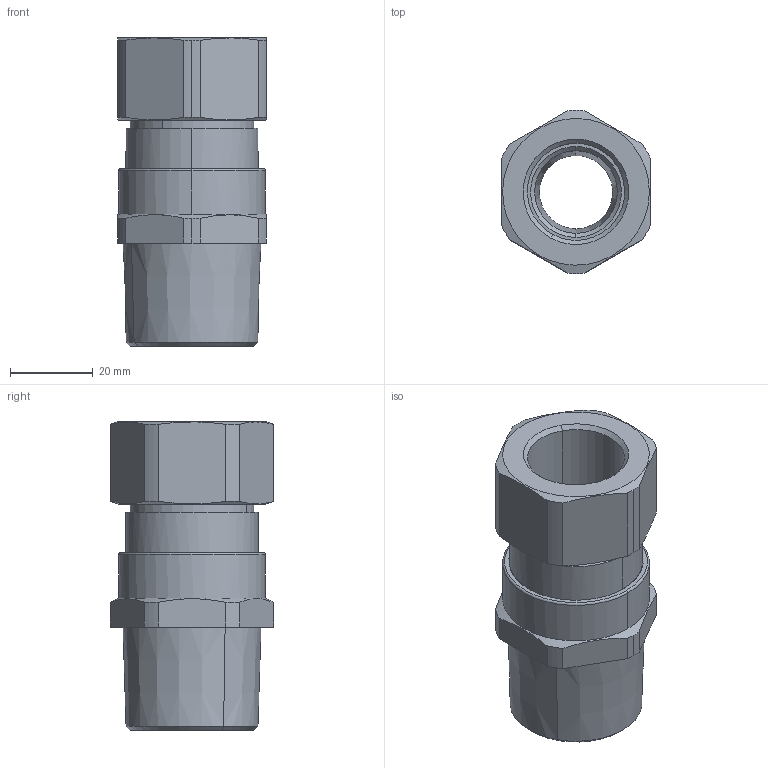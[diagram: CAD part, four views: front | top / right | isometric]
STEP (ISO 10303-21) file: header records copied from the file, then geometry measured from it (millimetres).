
FILE_DESCRIPTION(('CATIA V5 STEP Exchange','CAx-IF Rec.Pracs.--- Model Styling and Organization---1.4--- 2014-01-23'),'2;1');
FILE_NAME ('D1552611_0_1205480000_1205480000.stp','2022-01-13T03:07:01+00:00',('none'),('Weidmueller'),'CATIA Version 5-6 Release 2016 SP3 HF44','CATIA V5 STEP AP214','none');
FILE_SCHEMA(('AUTOMOTIVE_DESIGN { 1 0 10303 214 1 1 1 1 }'));
Length unit declared in the file: millimetre
Products named in the file (1): A2LC/25/NPT1-M25F-WM
Bounding box: 36 x 39.5 x 74.75 mm (x, y, z)
Volume: 44759.5 mm3; surface area: 19414.8 mm2
Topology: 2 solids, 2 shells, 89 faces, 222 edges, 144 vertices
Faces by surface type: cylinder 36, cone 26, plane 23, torus 4
Entity records: 2649 total; most frequent: CARTESIAN_POINT 671, ORIENTED_EDGE 444, DIRECTION 309, EDGE_CURVE 222, AXIS2_PLACEMENT_3D 171, VERTEX_POINT 144, CIRCLE 111, EDGE_LOOP 100
